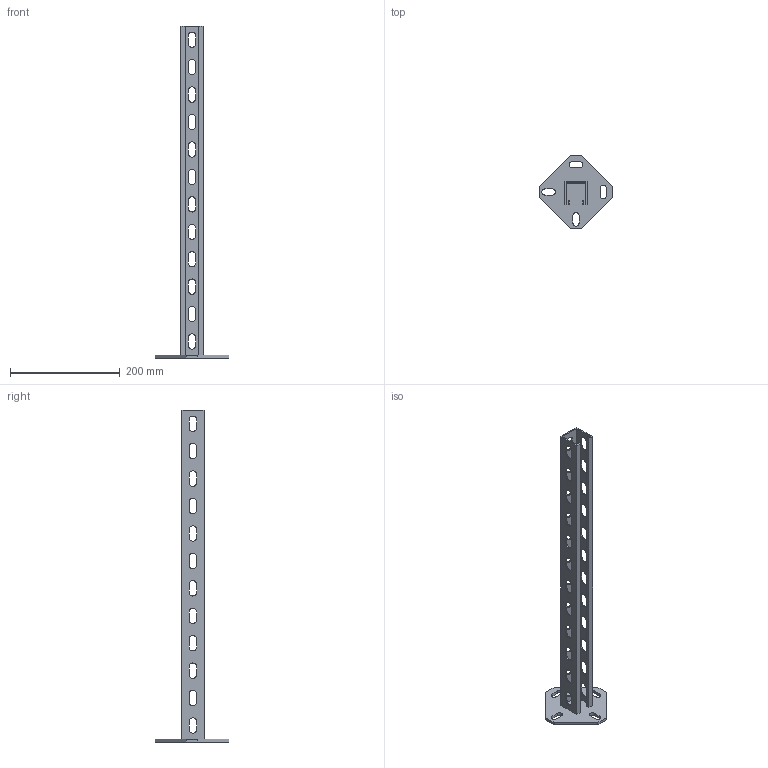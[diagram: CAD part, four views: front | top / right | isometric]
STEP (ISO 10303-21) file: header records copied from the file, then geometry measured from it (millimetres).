
FILE_DESCRIPTION (( 'STEP AP214' ), '1' );
FILE_NAME ('6342788.STEP', '2019-12-02T10:58:29', ( '' ), ( '' ), 'SwSTEP 2.0', 'SolidWorks 2018', '' );
FILE_SCHEMA (( 'AUTOMOTIVE_DESIGN' ));
Length unit declared in the file: millimetre
Products named in the file (3): 055764_H=31,5; 6342788; 026840_L=0600
Assembly tree (2 placements, depth 2):
  6342788
    055764_H=31,5
    026840_L=0600
Bounding box: 134.35 x 134.35 x 605 mm (x, y, z)
Volume: 230274.9 mm3; surface area: 176361 mm2
Topology: 2 solids, 2 shells, 250 faces, 738 edges, 492 vertices
Faces by surface type: plane 132, cylinder 118
Entity records: 8668 total; most frequent: CARTESIAN_POINT 1485, DIRECTION 1484, ORIENTED_EDGE 1476, EDGE_CURVE 738, LINE 502, VECTOR 502, VERTEX_POINT 492, AXIS2_PLACEMENT_3D 491
